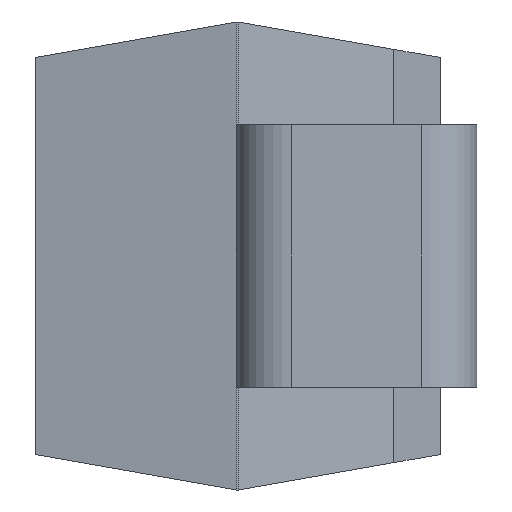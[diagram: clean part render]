
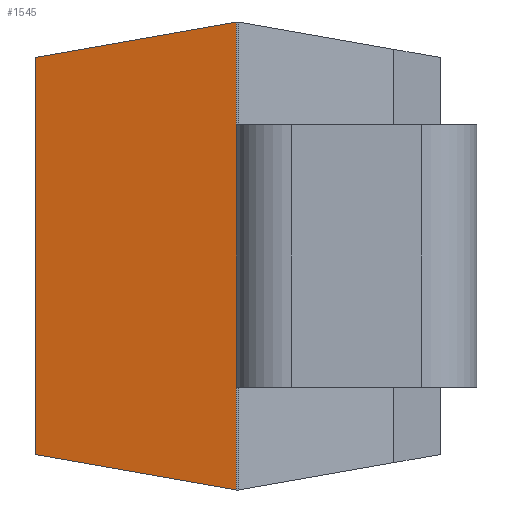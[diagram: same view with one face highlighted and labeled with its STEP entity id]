
A CAD part, left-side view. The second image highlights one B-rep face of the part: STEP entity #1545.
In plain terms, the highlighted planar face has unit normal (-0.985, 0.174, 0).
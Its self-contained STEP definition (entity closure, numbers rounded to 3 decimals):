
#60 = PLANE ( 'NONE',  #299 ) ;
#65 = CARTESIAN_POINT ( 'NONE',  ( -1.991, 2.44, 0. ) ) ;
#88 = LINE ( 'NONE', #1406, #709 ) ;
#98 = EDGE_CURVE ( 'NONE', #970, #430, #570, .T. ) ;
#117 = VECTOR ( 'NONE', #1259, 1000. ) ;
#125 = CARTESIAN_POINT ( 'NONE',  ( -1.959, 2.622, 1.064 ) ) ;
#205 = CARTESIAN_POINT ( 'NONE',  ( -2.188, 1.328, 1.293 ) ) ;
#282 = ORIENTED_EDGE ( 'NONE', *, *, #1273, .T. ) ;
#283 = EDGE_CURVE ( 'NONE', #430, #1541, #1460, .T. ) ;
#288 = ORIENTED_EDGE ( 'NONE', *, *, #1076, .F. ) ;
#299 = AXIS2_PLACEMENT_3D ( 'NONE', #65, #1498, #1362 ) ;
#430 = VERTEX_POINT ( 'NONE', #948 ) ;
#469 = CARTESIAN_POINT ( 'NONE',  ( -1.991, 2.44, 1.293 ) ) ;
#570 = LINE ( 'NONE', #469, #117 ) ;
#699 = ORIENTED_EDGE ( 'NONE', *, *, #98, .F. ) ;
#709 = VECTOR ( 'NONE', #1442, 1000. ) ;
#763 = VECTOR ( 'NONE', #1551, 1000. ) ;
#768 = ORIENTED_EDGE ( 'NONE', *, *, #283, .F. ) ;
#864 = VECTOR ( 'NONE', #1125, 1000. ) ;
#948 = CARTESIAN_POINT ( 'NONE',  ( -1.991, 2.44, 1.096 ) ) ;
#957 = EDGE_LOOP ( 'NONE', ( #282, #288, #768, #699 ) ) ;
#970 = VERTEX_POINT ( 'NONE', #1211 ) ;
#1076 = EDGE_CURVE ( 'NONE', #1541, #1319, #1167, .T. ) ;
#1125 = DIRECTION ( 'NONE',  ( 0., 0., -1. ) ) ;
#1151 = FACE_OUTER_BOUND ( 'NONE', #957, .T. ) ;
#1167 = LINE ( 'NONE', #1239, #864 ) ;
#1179 = CARTESIAN_POINT ( 'NONE',  ( -2.188, 1.328, -1.292 ) ) ;
#1211 = CARTESIAN_POINT ( 'NONE',  ( -1.991, 2.44, -1.096 ) ) ;
#1239 = CARTESIAN_POINT ( 'NONE',  ( -2.188, 1.328, -1.292 ) ) ;
#1259 = DIRECTION ( 'NONE',  ( 0., 0., 1. ) ) ;
#1273 = EDGE_CURVE ( 'NONE', #970, #1319, #88, .T. ) ;
#1319 = VERTEX_POINT ( 'NONE', #1179 ) ;
#1362 = DIRECTION ( 'NONE',  ( 0., 0., -1. ) ) ;
#1406 = CARTESIAN_POINT ( 'NONE',  ( -1.933, 2.771, -1.038 ) ) ;
#1442 = DIRECTION ( 'NONE',  ( -0.171, -0.97, -0.171 ) ) ;
#1460 = LINE ( 'NONE', #125, #763 ) ;
#1498 = DIRECTION ( 'NONE',  ( -0.985, 0.174, 0. ) ) ;
#1541 = VERTEX_POINT ( 'NONE', #205 ) ;
#1545 = ADVANCED_FACE ( 'NONE', ( #1151 ), #60, .T. ) ;
#1551 = DIRECTION ( 'NONE',  ( -0.171, -0.97, 0.171 ) ) ;
